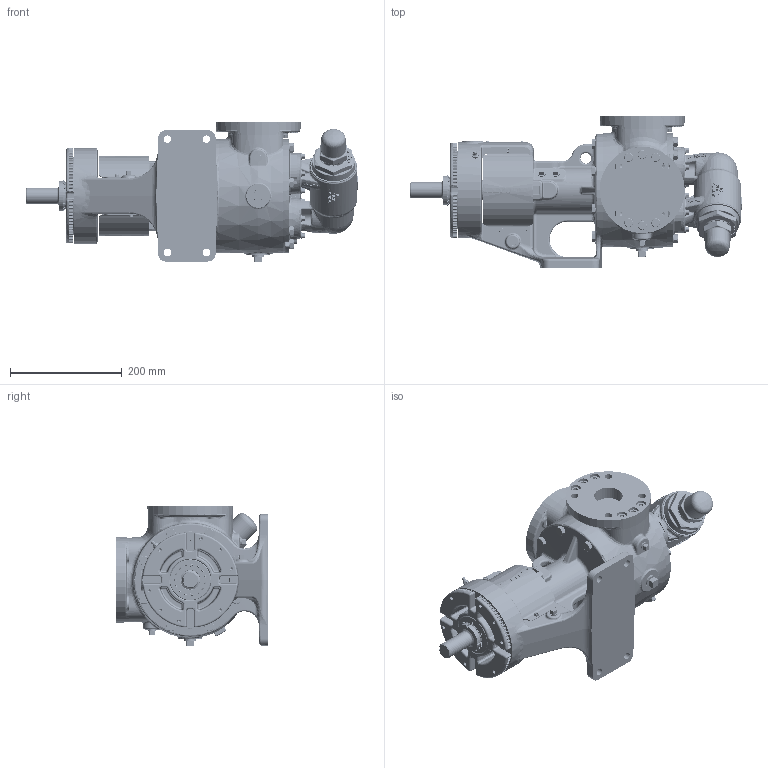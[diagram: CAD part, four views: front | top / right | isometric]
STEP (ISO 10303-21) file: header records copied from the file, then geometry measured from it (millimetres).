
FILE_DESCRIPTION (( 'STEP AP214' ), '1' );
FILE_NAME ('KV-2743.step', '2025-12-05T02:43:56', ( '' ), ( '' ), 'SwSTEP 2.0', 'SolidWorks 2024', '' );
FILE_SCHEMA (( 'AUTOMOTIVE_DESIGN' ));
Length unit declared in the file: millimetre
Products named in the file (1): KV-2743
Bounding box: 594.8 x 273.05 x 252.6 mm (x, y, z)
Volume: 9800752.1 mm3; surface area: 724425.4 mm2
Topology: 1 solids, 1 shells, 6353 faces, 16172 edges, 10057 vertices
Faces by surface type: bspline 2094, plane 2093, cone 927, cylinder 901, torus 246, sphere 92
Entity records: 302682 total; most frequent: CARTESIAN_POINT 167217, ORIENTED_EDGE 32074, DIRECTION 22348, EDGE_CURVE 16037, VERTEX_POINT 10044, AXIS2_PLACEMENT_3D 8316, EDGE_LOOP 6749, FACE_OUTER_BOUND 6351
